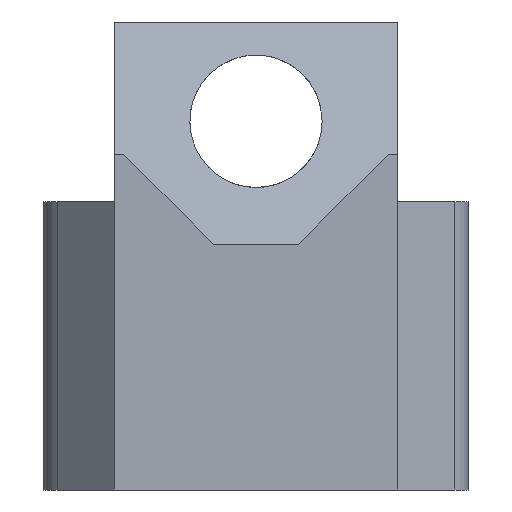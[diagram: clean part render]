
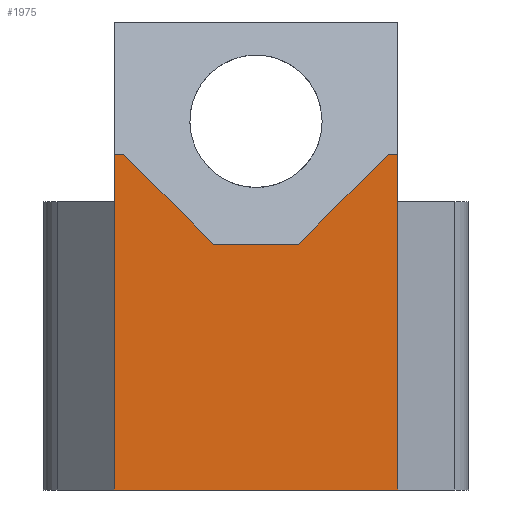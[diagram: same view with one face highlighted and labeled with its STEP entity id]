
A CAD part, front view. The second image highlights one B-rep face of the part: STEP entity #1975.
In plain terms, the highlighted planar face has unit normal (0, -1, 0).
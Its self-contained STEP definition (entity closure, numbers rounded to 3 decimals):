
#139=FACE_OUTER_BOUND('',#252,.T.);
#252=EDGE_LOOP('',(#1454,#1455,#1456,#1457,#1458,#1459,#1460,#1461));
#459=LINE('',#2874,#652);
#502=LINE('',#3215,#695);
#505=LINE('',#3220,#698);
#507=LINE('',#3224,#700);
#508=LINE('',#3227,#701);
#509=LINE('',#3229,#702);
#510=LINE('',#3230,#703);
#511=LINE('',#3231,#704);
#652=VECTOR('',#2294,10.);
#695=VECTOR('',#2405,10.);
#698=VECTOR('',#2410,10.);
#700=VECTOR('',#2414,10.);
#701=VECTOR('',#2417,10.);
#702=VECTOR('',#2418,10.);
#703=VECTOR('',#2419,10.);
#704=VECTOR('',#2420,10.);
#848=VERTEX_POINT('',#2871);
#849=VERTEX_POINT('',#2873);
#904=VERTEX_POINT('',#3212);
#905=VERTEX_POINT('',#3214);
#906=VERTEX_POINT('',#3218);
#907=VERTEX_POINT('',#3222);
#908=VERTEX_POINT('',#3226);
#909=VERTEX_POINT('',#3228);
#1046=EDGE_CURVE('',#848,#849,#459,.T.);
#1116=EDGE_CURVE('',#905,#904,#502,.T.);
#1119=EDGE_CURVE('',#904,#906,#505,.T.);
#1121=EDGE_CURVE('',#906,#907,#507,.T.);
#1122=EDGE_CURVE('',#908,#907,#508,.T.);
#1123=EDGE_CURVE('',#909,#908,#509,.T.);
#1124=EDGE_CURVE('',#849,#909,#510,.T.);
#1125=EDGE_CURVE('',#905,#848,#511,.T.);
#1454=ORIENTED_EDGE('',*,*,#1116,.T.);
#1455=ORIENTED_EDGE('',*,*,#1119,.T.);
#1456=ORIENTED_EDGE('',*,*,#1121,.T.);
#1457=ORIENTED_EDGE('',*,*,#1122,.F.);
#1458=ORIENTED_EDGE('',*,*,#1123,.F.);
#1459=ORIENTED_EDGE('',*,*,#1124,.F.);
#1460=ORIENTED_EDGE('',*,*,#1046,.F.);
#1461=ORIENTED_EDGE('',*,*,#1125,.F.);
#1916=PLANE('',#2113);
#1975=ADVANCED_FACE('',(#139),#1916,.T.);
#2113=AXIS2_PLACEMENT_3D('',#3225,#2415,#2416);
#2294=DIRECTION('',(0.,0.,-1.));
#2405=DIRECTION('',(-0.707,0.,-0.707));
#2410=DIRECTION('',(-1.,0.,0.));
#2414=DIRECTION('',(-0.707,0.,0.707));
#2415=DIRECTION('center_axis',(0.,-1.,0.));
#2416=DIRECTION('ref_axis',(0.,0.,-1.));
#2417=DIRECTION('',(1.,0.,0.));
#2418=DIRECTION('',(0.,0.,1.));
#2419=DIRECTION('',(-1.,0.,0.));
#2420=DIRECTION('',(1.,0.,0.));
#2871=CARTESIAN_POINT('',(15.,-190.987,158.656));
#2873=CARTESIAN_POINT('',(15.,-190.987,123.156));
#2874=CARTESIAN_POINT('',(15.,-190.987,146.031));
#3212=CARTESIAN_POINT('',(4.5,-190.987,149.156));
#3214=CARTESIAN_POINT('',(14.,-190.987,158.656));
#3215=CARTESIAN_POINT('',(6.75,-190.987,151.406));
#3218=CARTESIAN_POINT('',(-4.5,-190.987,149.156));
#3220=CARTESIAN_POINT('',(2.25,-190.987,149.156));
#3222=CARTESIAN_POINT('',(-14.,-190.987,158.656));
#3224=CARTESIAN_POINT('',(-4.5,-190.987,149.156));
#3225=CARTESIAN_POINT('Origin',(0.,-190.987,153.656));
#3226=CARTESIAN_POINT('',(-15.,-190.987,158.656));
#3227=CARTESIAN_POINT('',(0.,-190.987,158.656));
#3228=CARTESIAN_POINT('',(-15.,-190.987,123.156));
#3229=CARTESIAN_POINT('',(-15.,-190.987,146.031));
#3230=CARTESIAN_POINT('',(0.,-190.987,123.156));
#3231=CARTESIAN_POINT('',(0.,-190.987,158.656));
